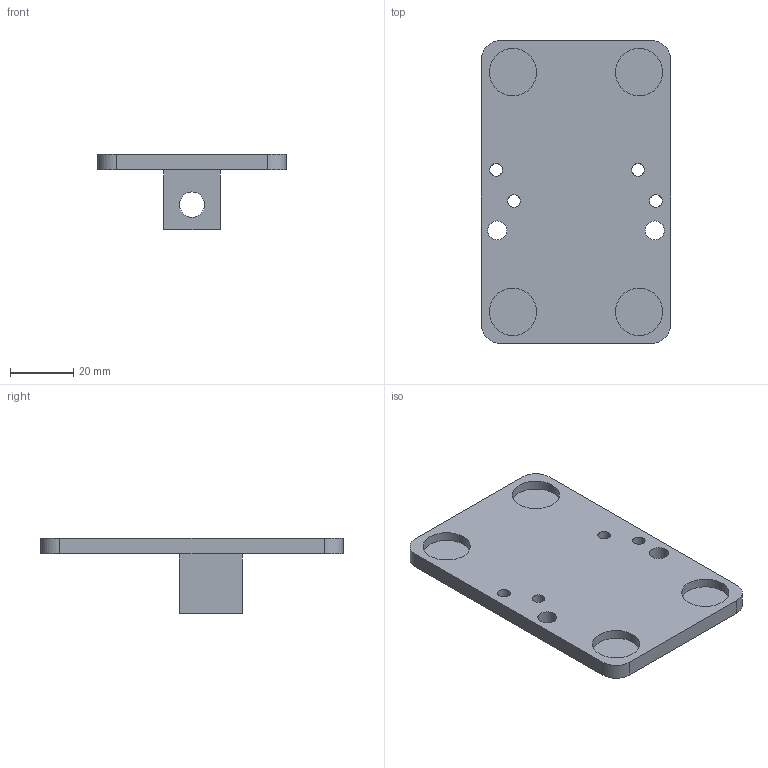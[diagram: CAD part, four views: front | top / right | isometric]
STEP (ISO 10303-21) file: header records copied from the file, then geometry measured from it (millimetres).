
FILE_DESCRIPTION(/* description */ (''),/* implementation_level */ '2;1');
FILE_NAME(/* name */ 'Head chassis.step',/* time_stamp */ '2026-01-06T23:05:55-06:00',/* author */ (''),/* organization */ (''),/* preprocessor_version */ 'ST-DEVELOPER v20.1',/* originating_system */ 'Autodesk Translation Framework v14.21.0.0',/* authorisation */ '');
FILE_SCHEMA (('AUTOMOTIVE_DESIGN { 1 0 10303 214 3 1 1 }'));
Length unit declared in the file: millimetre
Products named in the file (1): Head chassis
Bounding box: 60 x 96 x 24 mm (x, y, z)
Volume: 31825.5 mm3; surface area: 15604.5 mm2
Topology: 1 solids, 1 shells, 30 faces, 69 edges, 46 vertices
Faces by surface type: cylinder 15, plane 15
Full cylindrical faces by diameter (mm): 4 x4, 6 x2, 8 x1, 15 x4
Entity records: 931 total; most frequent: DIRECTION 161, CARTESIAN_POINT 146, ORIENTED_EDGE 138, EDGE_CURVE 69, AXIS2_PLACEMENT_3D 61, EDGE_LOOP 49, VERTEX_POINT 46, LINE 39
